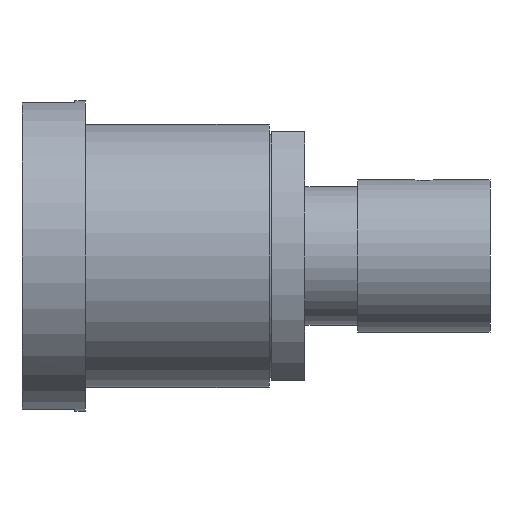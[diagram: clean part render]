
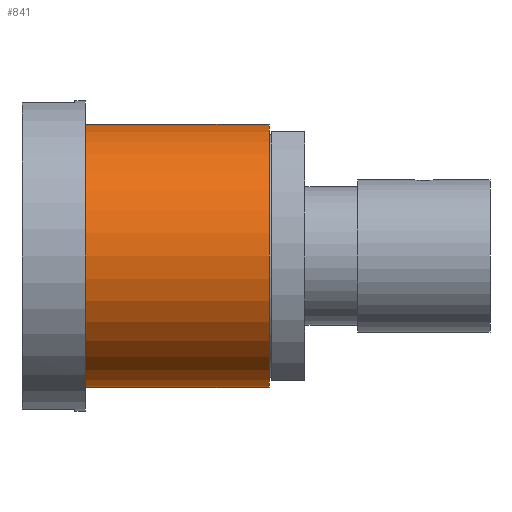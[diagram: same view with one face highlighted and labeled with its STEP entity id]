
A CAD part, front view. The second image highlights one B-rep face of the part: STEP entity #841.
In plain terms, the highlighted cylindrical face has radius 2.527 mm (diameter 5.055 mm), a partial arc.
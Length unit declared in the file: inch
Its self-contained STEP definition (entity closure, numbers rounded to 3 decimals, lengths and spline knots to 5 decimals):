
#159 = ORIENTED_EDGE ( 'NONE', *, *, #1438, .F. ) ;
#189 = VERTEX_POINT ( 'NONE', #362 ) ;
#362 = CARTESIAN_POINT ( 'NONE',  ( 0.187, 0., -0.0995 ) ) ;
#400 = CARTESIAN_POINT ( 'NONE',  ( 0., 0., 0. ) ) ;
#426 = DIRECTION ( 'NONE',  ( 0., 0., 1. ) ) ;
#436 = CARTESIAN_POINT ( 'NONE',  ( 0.048, 0., -0.0995 ) ) ;
#442 = DIRECTION ( 'NONE',  ( -1., 0., 0. ) ) ;
#451 = VERTEX_POINT ( 'NONE', #436 ) ;
#581 = VECTOR ( 'NONE', #442, 39.37008 ) ;
#682 = AXIS2_PLACEMENT_3D ( 'NONE', #1161, #869, #1154 ) ;
#759 = DIRECTION ( 'NONE',  ( -1., 0., 0. ) ) ;
#826 = CARTESIAN_POINT ( 'NONE',  ( 0., 0., 0.0995 ) ) ;
#841 = ADVANCED_FACE ( 'NONE', ( #1621 ), #1247, .T. ) ;
#869 = DIRECTION ( 'NONE',  ( -1., 0., 0. ) ) ;
#913 = DIRECTION ( 'NONE',  ( 0., 0., 1. ) ) ;
#947 = ORIENTED_EDGE ( 'NONE', *, *, #1045, .T. ) ;
#957 = DIRECTION ( 'NONE',  ( -1., 0., 0. ) ) ;
#975 = VERTEX_POINT ( 'NONE', #1655 ) ;
#997 = VERTEX_POINT ( 'NONE', #1666 ) ;
#1005 = LINE ( 'NONE', #826, #581 ) ;
#1045 = EDGE_CURVE ( 'NONE', #997, #975, #1005, .T. ) ;
#1083 = EDGE_CURVE ( 'NONE', #451, #975, #1740, .T. ) ;
#1154 = DIRECTION ( 'NONE',  ( 0., 0., 1. ) ) ;
#1161 = CARTESIAN_POINT ( 'NONE',  ( 0.048, 0., 0. ) ) ;
#1247 = CYLINDRICAL_SURFACE ( 'NONE', #1728, 0.0995 ) ;
#1330 = EDGE_CURVE ( 'NONE', #189, #997, #1410, .T. ) ;
#1341 = ORIENTED_EDGE ( 'NONE', *, *, #1083, .F. ) ;
#1376 = CARTESIAN_POINT ( 'NONE',  ( 0., 0., -0.0995 ) ) ;
#1384 = ORIENTED_EDGE ( 'NONE', *, *, #1330, .T. ) ;
#1410 = CIRCLE ( 'NONE', #1676, 0.0995 ) ;
#1438 = EDGE_CURVE ( 'NONE', #189, #451, #1515, .T. ) ;
#1494 = CARTESIAN_POINT ( 'NONE',  ( 0.187, 0., 0. ) ) ;
#1497 = VECTOR ( 'NONE', #957, 39.37008 ) ;
#1515 = LINE ( 'NONE', #1376, #1497 ) ;
#1587 = EDGE_LOOP ( 'NONE', ( #159, #1384, #947, #1341 ) ) ;
#1621 = FACE_OUTER_BOUND ( 'NONE', #1587, .T. ) ;
#1655 = CARTESIAN_POINT ( 'NONE',  ( 0.048, 0., 0.0995 ) ) ;
#1666 = CARTESIAN_POINT ( 'NONE',  ( 0.187, 0., 0.0995 ) ) ;
#1676 = AXIS2_PLACEMENT_3D ( 'NONE', #1494, #1747, #913 ) ;
#1728 = AXIS2_PLACEMENT_3D ( 'NONE', #400, #759, #426 ) ;
#1740 = CIRCLE ( 'NONE', #682, 0.0995 ) ;
#1747 = DIRECTION ( 'NONE',  ( -1., 0., 0. ) ) ;
